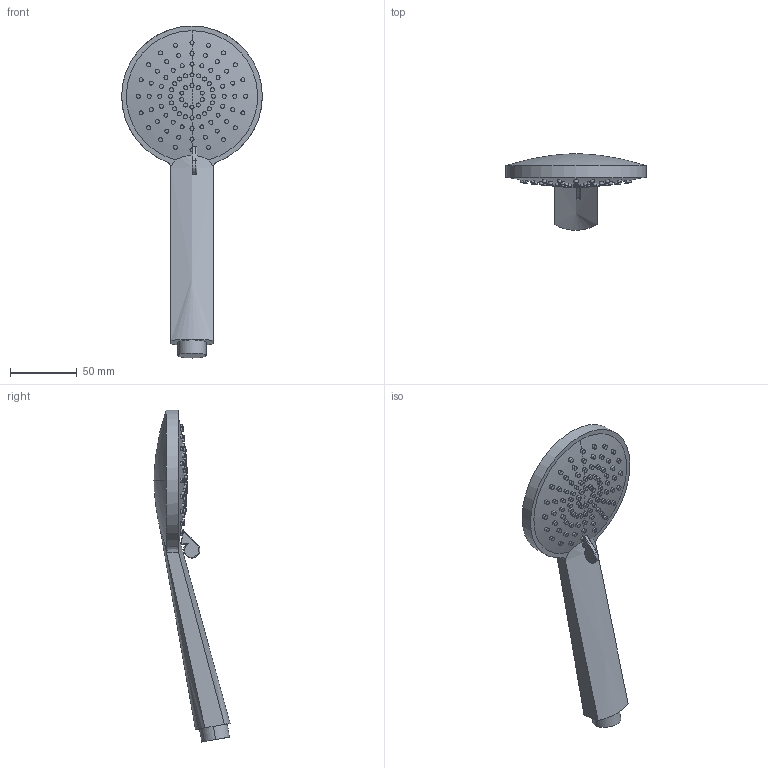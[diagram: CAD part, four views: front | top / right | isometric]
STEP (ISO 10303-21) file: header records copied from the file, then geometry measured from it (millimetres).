
FILE_DESCRIPTION((''),'2;1');
FILE_NAME('ZDOC104CR','2021-05-05T08:46:16',('ut3'),('PAFFONI SpA'),'CREO PARAMETRIC BY PTC INC, 2020044','CREO PARAMETRIC BY PTC INC, 2020044','');
FILE_SCHEMA(('CONFIG_CONTROL_DESIGN','SHAPE_APPEARANCE_LAYERS_GROUPS'));
Length unit declared in the file: millimetre
Products named in the file (1): ZDOC104CR
Bounding box: 105 x 56.79 x 247.83 mm (x, y, z)
Surface area: 36132.9 mm2 (no closed solid volume)
Topology: 0 solids, 1 shells, 299 faces, 650 edges, 430 vertices
Faces by surface type: cylinder 188, sphere 92, bspline 9, plane 8, torus 2
Entity records: 13248 total; most frequent: CARTESIAN_POINT 5264, ORIENTED_EDGE 1292, DIRECTION 854, EDGE_CURVE 646, VERTEX_POINT 430, B_SPLINE_CURVE_WITH_KNOTS 405, EDGE_LOOP 380, AXIS2_PLACEMENT_3D 323
